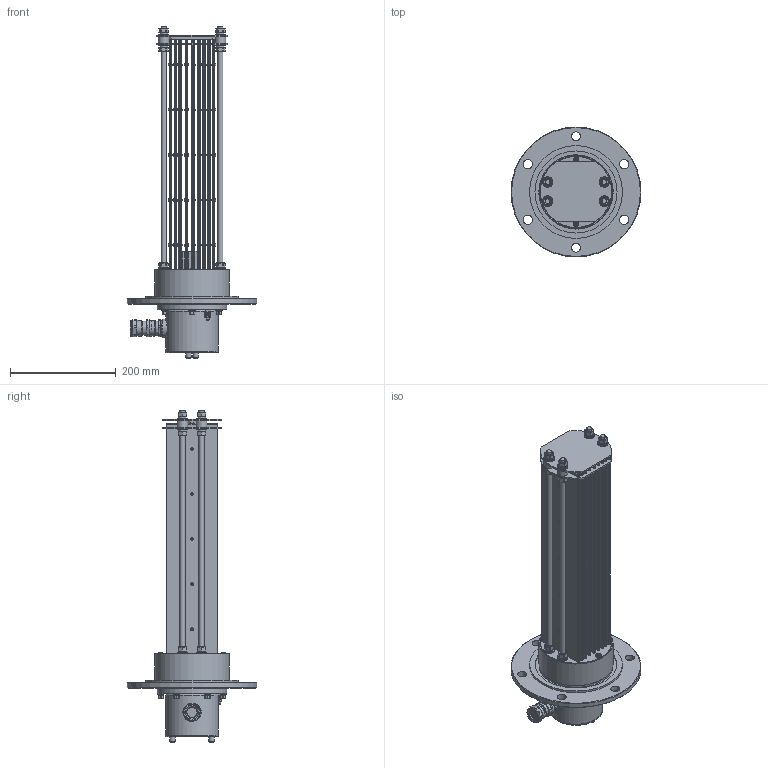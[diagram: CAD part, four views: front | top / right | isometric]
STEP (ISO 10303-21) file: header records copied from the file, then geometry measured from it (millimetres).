
FILE_DESCRIPTION(('STEP AP203'), '1');
FILE_NAME('ÏÈÝÍ(Â)-5,0-220-50Ãö-Ò4-4Ô-4.stp', '2021-12-14T04:29:04', ($), ($), 'ASCON STEP Converter 1.3', 'Kompas 3D', '');
FILE_SCHEMA(('CONFIG_CONTROL_DESIGN','SUPPORT_RESOURCE_SCHEMA'));
Length unit declared in the file: millimetre
Products named in the file (53): 1; 2; 3; 4; 5; 6; 7; 8; 9; 10; 11; 12; 13; 14; 15; 16; 17; 18; 19; 20; 21; 22; 23; 24; 25; 26; 27; 28; 29; 30; 31; 32; 33; 34; 35; 36; 37; 38; 39; 40 ...
Assembly tree (177 placements, depth 4):
  1
    2
      3
      4
      5
        6
        7  x4
      8
    9
      10
      11
      12
    13
      14
      15
      16  x5
      17
    18
      14
      15
      16  x5
      17
    19
      14
      15
      16  x5
      17
    20
      14
      15
      16  x5
    21
      14
      15
      16  x5
    22
      14
      15
      16  x5
    23
      14
      15
      16  x5
    24
      14
      15
      16  x5
    25
      14
      15
      16  x5
    26
      27
      28  x2
    29  x6
    30  x8
    31  x7
    32
    33  x2
    34  x4
Bounding box: 245 x 245 x 626.5 mm (x, y, z)
Volume: 2907556.8 mm3; surface area: 2295769.9 mm2
Topology: 162 solids, 162 shells, 2109 faces, 4465 edges, 2724 vertices
Faces by surface type: plane 1084, cylinder 751, cone 126, sphere 90, bspline 38, torus 18, revolution 2
Full cylindrical faces by diameter (mm): 1 x45, 2 x2, 3 x45, 3.5 x90, 4.92 x2, 5 x8, 6 x13, 6.4 x8, 7 x8, 8.376 x4, 8.4 x12, 8.5 x4, 10 x6, 10.5 x12, 10.7 x2, 11 x16, 11.2 x2, 12 x8, 16 x2, 16.2 x2, 17 x6, 17.5 x2, 18.5 x1, 19 x1, 19.3 x1, 19.5 x1, 20 x22, 21 x4, 21.2 x2, 21.4 x1
Entity records: 29893 total; most frequent: CARTESIAN_POINT 5369, DIRECTION 3611, ORIENTED_EDGE 2864, EDGE_CURVE 1432, AXIS2_PLACEMENT_3D 1429, VERTEX_POINT 901, EDGE_LOOP 855, LINE 752
